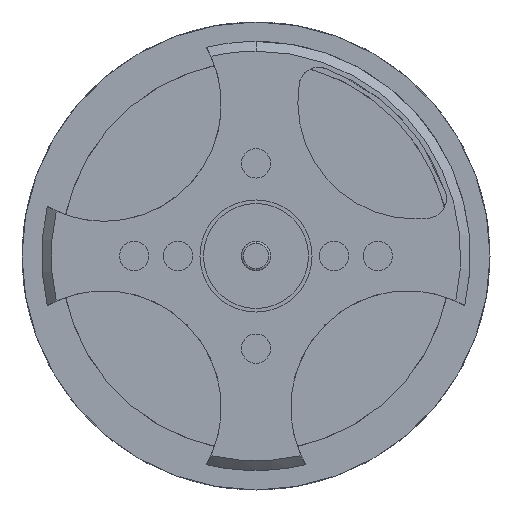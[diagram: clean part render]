
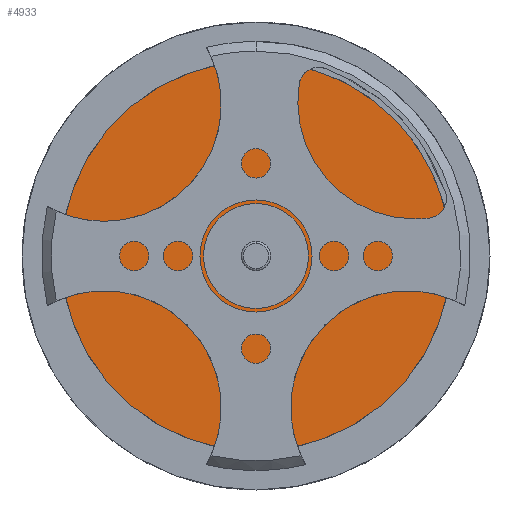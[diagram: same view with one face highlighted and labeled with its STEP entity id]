
A CAD part, front view. The second image highlights one B-rep face of the part: STEP entity #4933.
In plain terms, the highlighted planar face has unit normal (0, -1, 0).
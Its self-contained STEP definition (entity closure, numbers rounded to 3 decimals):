
#348 = EDGE_CURVE ( 'NONE', #3187, #4732, #656, .T. ) ;
#397 = CARTESIAN_POINT ( 'NONE',  ( 0., 8., 0. ) ) ;
#656 = CIRCLE ( 'NONE', #1082, 20. ) ;
#712 = FACE_BOUND ( 'NONE', #4165, .T. ) ;
#1082 = AXIS2_PLACEMENT_3D ( 'NONE', #3740, #4410, #1743 ) ;
#1111 = VERTEX_POINT ( 'NONE', #2347 ) ;
#1377 = EDGE_CURVE ( 'NONE', #4732, #3187, #4685, .T. ) ;
#1461 = AXIS2_PLACEMENT_3D ( 'NONE', #397, #4970, #3930 ) ;
#1743 = DIRECTION ( 'NONE',  ( 0., 0., -1. ) ) ;
#1805 = DIRECTION ( 'NONE',  ( 0., 0., -1. ) ) ;
#1824 = EDGE_CURVE ( 'NONE', #2796, #1111, #3640, .T. ) ;
#2028 = CARTESIAN_POINT ( 'NONE',  ( 0., 8., -20. ) ) ;
#2311 = CARTESIAN_POINT ( 'NONE',  ( 0., 8., 0. ) ) ;
#2347 = CARTESIAN_POINT ( 'NONE',  ( 0., 8., 5.387 ) ) ;
#2454 = AXIS2_PLACEMENT_3D ( 'NONE', #2311, #3896, #3871 ) ;
#2639 = DIRECTION ( 'NONE',  ( 0., -1., 0. ) ) ;
#2714 = FACE_OUTER_BOUND ( 'NONE', #3833, .T. ) ;
#2757 = PLANE ( 'NONE',  #1461 ) ;
#2796 = VERTEX_POINT ( 'NONE', #4507 ) ;
#3003 = CARTESIAN_POINT ( 'NONE',  ( 0., 8., 0. ) ) ;
#3127 = ORIENTED_EDGE ( 'NONE', *, *, #348, .T. ) ;
#3128 = EDGE_CURVE ( 'NONE', #1111, #2796, #4653, .T. ) ;
#3187 = VERTEX_POINT ( 'NONE', #4952 ) ;
#3253 = ORIENTED_EDGE ( 'NONE', *, *, #3128, .F. ) ;
#3397 = CARTESIAN_POINT ( 'NONE',  ( 0., 8., 0. ) ) ;
#3640 = CIRCLE ( 'NONE', #4607, 5.387 ) ;
#3740 = CARTESIAN_POINT ( 'NONE',  ( 0., 8., 0. ) ) ;
#3833 = EDGE_LOOP ( 'NONE', ( #3127, #4126 ) ) ;
#3871 = DIRECTION ( 'NONE',  ( 0., 0., -1. ) ) ;
#3896 = DIRECTION ( 'NONE',  ( 0., -1., 0. ) ) ;
#3930 = DIRECTION ( 'NONE',  ( 0., 0., -1. ) ) ;
#4126 = ORIENTED_EDGE ( 'NONE', *, *, #1377, .T. ) ;
#4165 = EDGE_LOOP ( 'NONE', ( #3253, #4791 ) ) ;
#4410 = DIRECTION ( 'NONE',  ( 0., -1., 0. ) ) ;
#4507 = CARTESIAN_POINT ( 'NONE',  ( 0., 8., -5.387 ) ) ;
#4545 = DIRECTION ( 'NONE',  ( 0., -1., 0. ) ) ;
#4570 = DIRECTION ( 'NONE',  ( 0., 0., -1. ) ) ;
#4598 = AXIS2_PLACEMENT_3D ( 'NONE', #3397, #2639, #1805 ) ;
#4607 = AXIS2_PLACEMENT_3D ( 'NONE', #3003, #4545, #4570 ) ;
#4653 = CIRCLE ( 'NONE', #2454, 5.387 ) ;
#4685 = CIRCLE ( 'NONE', #4598, 20. ) ;
#4732 = VERTEX_POINT ( 'NONE', #2028 ) ;
#4791 = ORIENTED_EDGE ( 'NONE', *, *, #1824, .F. ) ;
#4933 = ADVANCED_FACE ( 'NONE', ( #2714, #712 ), #2757, .T. ) ;
#4952 = CARTESIAN_POINT ( 'NONE',  ( 0., 8., 20. ) ) ;
#4970 = DIRECTION ( 'NONE',  ( 0., -1., 0. ) ) ;
